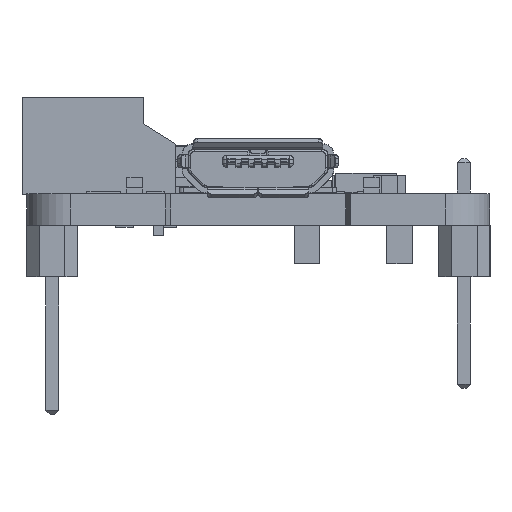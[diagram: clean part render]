
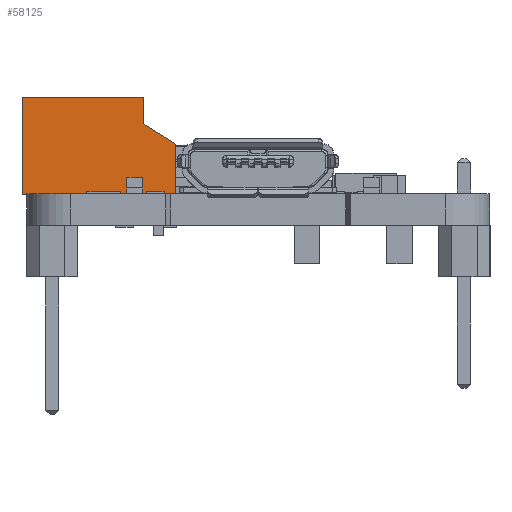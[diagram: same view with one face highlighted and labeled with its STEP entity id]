
A CAD part, left-side view. The second image highlights one B-rep face of the part: STEP entity #58125.
In plain terms, the highlighted planar face has unit normal (-1, 0, 0).
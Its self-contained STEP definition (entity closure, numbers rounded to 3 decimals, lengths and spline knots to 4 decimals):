
#3494=PLANE('',#63840);
#6775=FACE_OUTER_BOUND('',#10461,.T.);
#10461=EDGE_LOOP('',(#51919,#51920,#51921,#51922,#51923,#51924));
#15956=LINE('',#98656,#21712);
#15983=LINE('',#98710,#21739);
#16010=LINE('',#98758,#21766);
#16011=LINE('',#98761,#21767);
#16012=LINE('',#98763,#21768);
#16013=LINE('',#98764,#21769);
#21712=VECTOR('',#79415,1000.);
#21739=VECTOR('',#79446,1000.);
#21766=VECTOR('',#79479,1000.);
#21767=VECTOR('',#79482,1000.);
#21768=VECTOR('',#79483,1000.);
#21769=VECTOR('',#79484,1000.);
#28710=VERTEX_POINT('',#98653);
#28711=VERTEX_POINT('',#98655);
#28736=VERTEX_POINT('',#98708);
#28754=VERTEX_POINT('',#98756);
#28755=VERTEX_POINT('',#98760);
#28756=VERTEX_POINT('',#98762);
#36476=EDGE_CURVE('',#28711,#28710,#15956,.T.);
#36503=EDGE_CURVE('',#28736,#28710,#15983,.T.);
#36530=EDGE_CURVE('',#28754,#28736,#16010,.T.);
#36531=EDGE_CURVE('',#28754,#28755,#16011,.T.);
#36532=EDGE_CURVE('',#28755,#28756,#16012,.T.);
#36533=EDGE_CURVE('',#28756,#28711,#16013,.T.);
#51919=ORIENTED_EDGE('',*,*,#36531,.T.);
#51920=ORIENTED_EDGE('',*,*,#36532,.T.);
#51921=ORIENTED_EDGE('',*,*,#36533,.T.);
#51922=ORIENTED_EDGE('',*,*,#36476,.T.);
#51923=ORIENTED_EDGE('',*,*,#36503,.F.);
#51924=ORIENTED_EDGE('',*,*,#36530,.F.);
#58125=ADVANCED_FACE('',(#6775),#3494,.F.);
#63840=AXIS2_PLACEMENT_3D('',#98759,#79480,#79481);
#79415=DIRECTION('',(0.,0.,1.));
#79446=DIRECTION('',(0.,-1.,0.));
#79479=DIRECTION('',(0.,0.,1.));
#79480=DIRECTION('center_axis',(1.,0.,0.));
#79481=DIRECTION('ref_axis',(0.,1.,0.));
#79482=DIRECTION('',(0.,-1.,0.));
#79483=DIRECTION('',(0.,0.,1.));
#79484=DIRECTION('',(0.,0.848,0.53));
#98653=CARTESIAN_POINT('',(-2.95,0.7105,4.7507));
#98655=CARTESIAN_POINT('',(-2.95,0.7105,3.4507));
#98656=CARTESIAN_POINT('',(-2.95,0.7105,4.7507));
#98708=CARTESIAN_POINT('',(-2.95,6.7105,4.7507));
#98710=CARTESIAN_POINT('',(-2.95,6.7105,4.7507));
#98756=CARTESIAN_POINT('',(-2.95,6.7105,-0.0493));
#98758=CARTESIAN_POINT('',(-2.95,6.7105,4.7507));
#98759=CARTESIAN_POINT('Origin',(-2.95,6.7105,4.7507));
#98760=CARTESIAN_POINT('',(-2.95,-0.8895,-0.0493));
#98761=CARTESIAN_POINT('',(-2.95,6.7105,-0.0493));
#98762=CARTESIAN_POINT('',(-2.95,-0.8895,2.4507));
#98763=CARTESIAN_POINT('',(-2.95,-0.8895,2.4507));
#98764=CARTESIAN_POINT('',(-2.95,0.7105,3.4507));
